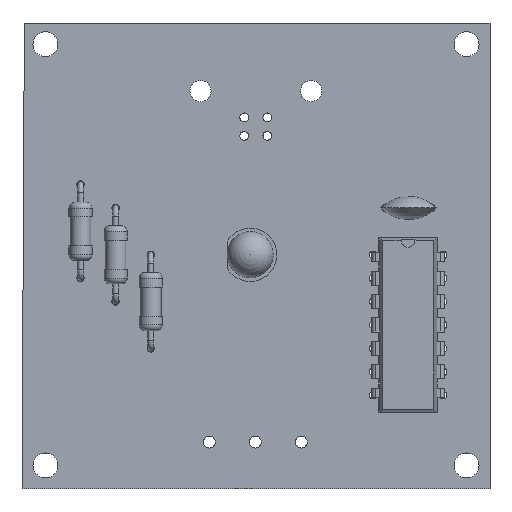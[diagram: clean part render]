
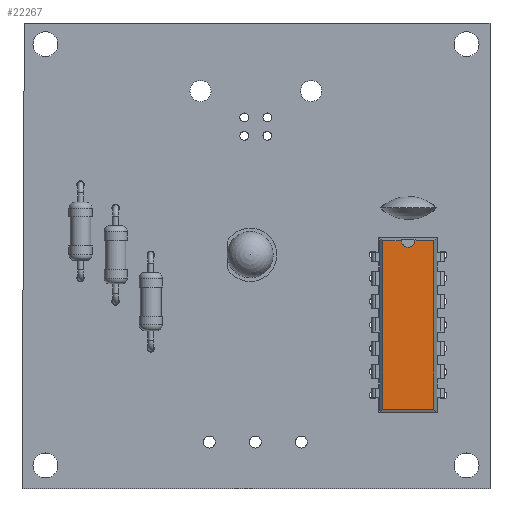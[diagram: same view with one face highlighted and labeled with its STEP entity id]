
A CAD part, top view. The second image highlights one B-rep face of the part: STEP entity #22267.
In plain terms, the highlighted planar face has unit normal (0, 0, 1).
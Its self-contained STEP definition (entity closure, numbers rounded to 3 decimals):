
#8660 = B_SPLINE_SURFACE_WITH_KNOTS('',1,1,(
    (#8661,#8662)
    ,(#8663,#8664
    )),.UNSPECIFIED.,.F.,.F.,.F.,(2,2),(2,2),(0.,18.9),(0.,1.),
  .PIECEWISE_BEZIER_KNOTS.);
#8661 = CARTESIAN_POINT('',(6.91,-17.07,2.157));
#8662 = CARTESIAN_POINT('',(6.586,-16.746,3.68));
#8663 = CARTESIAN_POINT('',(6.91,1.83,2.157));
#8664 = CARTESIAN_POINT('',(6.586,1.506,3.68));
#11700 = B_SPLINE_SURFACE_WITH_KNOTS('',1,1,(
    (#11701,#11702)
    ,(#11703,#11704
    )),.UNSPECIFIED.,.F.,.F.,.F.,(2,2),(2,2),(0.,6.2),(0.,1.),
  .PIECEWISE_BEZIER_KNOTS.);
#11701 = CARTESIAN_POINT('',(6.91,1.83,2.157));
#11702 = CARTESIAN_POINT('',(6.586,1.506,3.68));
#11703 = CARTESIAN_POINT('',(0.71,1.83,2.157));
#11704 = CARTESIAN_POINT('',(1.034,1.506,3.68));
#11781 = B_SPLINE_SURFACE_WITH_KNOTS('',1,1,(
    (#11782,#11783)
    ,(#11784,#11785
    )),.UNSPECIFIED.,.F.,.F.,.F.,(2,2),(2,2),(0.,18.9),(0.,1.),
  .PIECEWISE_BEZIER_KNOTS.);
#11782 = CARTESIAN_POINT('',(0.71,1.83,2.157));
#11783 = CARTESIAN_POINT('',(1.034,1.506,3.68));
#11784 = CARTESIAN_POINT('',(0.71,-17.07,2.157));
#11785 = CARTESIAN_POINT('',(1.034,-16.746,3.68));
#14808 = B_SPLINE_SURFACE_WITH_KNOTS('',1,1,(
    (#14809,#14810)
    ,(#14811,#14812
    )),.UNSPECIFIED.,.F.,.F.,.F.,(2,2),(2,2),(0.,6.2),(0.,1.),
  .PIECEWISE_BEZIER_KNOTS.);
#14809 = CARTESIAN_POINT('',(0.71,-17.07,2.157));
#14810 = CARTESIAN_POINT('',(1.034,-16.746,3.68));
#14811 = CARTESIAN_POINT('',(6.91,-17.07,2.157));
#14812 = CARTESIAN_POINT('',(6.586,-16.746,3.68));
#14980 = VERTEX_POINT('',#14981);
#14981 = CARTESIAN_POINT('',(6.586,1.506,3.68));
#15001 = EDGE_CURVE('',#15002,#14980,#15004,.T.);
#15002 = VERTEX_POINT('',#15003);
#15003 = CARTESIAN_POINT('',(6.586,-16.746,3.68));
#15004 = SURFACE_CURVE('',#15005,(#15009,#15015),.PCURVE_S1.);
#15005 = LINE('',#15006,#15007);
#15006 = CARTESIAN_POINT('',(6.586,-16.746,3.68));
#15007 = VECTOR('',#15008,1.);
#15008 = DIRECTION('',(0.,1.,0.));
#15009 = PCURVE('',#8660,#15010);
#15010 = DEFINITIONAL_REPRESENTATION('',(#15011),#15014);
#15011 = B_SPLINE_CURVE_WITH_KNOTS('',1,(#15012,#15013),.UNSPECIFIED.,
  .F.,.F.,(2,2),(0.,18.253),.PIECEWISE_BEZIER_KNOTS.);
#15012 = CARTESIAN_POINT('',(0.,1.));
#15013 = CARTESIAN_POINT('',(18.9,1.));
#15014 = ( GEOMETRIC_REPRESENTATION_CONTEXT(2) 
PARAMETRIC_REPRESENTATION_CONTEXT() REPRESENTATION_CONTEXT('2D SPACE',''
  ) );
#15015 = PCURVE('',#15016,#15021);
#15016 = PLANE('',#15017);
#15017 = AXIS2_PLACEMENT_3D('',#15018,#15019,#15020);
#15018 = CARTESIAN_POINT('',(6.586,-16.746,3.68));
#15019 = DIRECTION('',(-0.,0.,-1.));
#15020 = DIRECTION('',(-0.291,0.957,0.));
#15021 = DEFINITIONAL_REPRESENTATION('',(#15022),#15026);
#15022 = LINE('',#15023,#15024);
#15023 = CARTESIAN_POINT('',(0.,0.));
#15024 = VECTOR('',#15025,1.);
#15025 = DIRECTION('',(0.957,0.291));
#15026 = ( GEOMETRIC_REPRESENTATION_CONTEXT(2) 
PARAMETRIC_REPRESENTATION_CONTEXT() REPRESENTATION_CONTEXT('2D SPACE',''
  ) );
#18149 = VERTEX_POINT('',#18150);
#18150 = CARTESIAN_POINT('',(1.034,1.506,3.68));
#18170 = EDGE_CURVE('',#18171,#18149,#18173,.T.);
#18171 = VERTEX_POINT('',#18172);
#18172 = CARTESIAN_POINT('',(3.064,1.506,3.68));
#18173 = SURFACE_CURVE('',#18174,(#18178,#18184),.PCURVE_S1.);
#18174 = LINE('',#18175,#18176);
#18175 = CARTESIAN_POINT('',(6.586,1.506,3.68));
#18176 = VECTOR('',#18177,1.);
#18177 = DIRECTION('',(-1.,0.,0.));
#18178 = PCURVE('',#11700,#18179);
#18179 = DEFINITIONAL_REPRESENTATION('',(#18180),#18183);
#18180 = B_SPLINE_CURVE_WITH_KNOTS('',1,(#18181,#18182),.UNSPECIFIED.,
  .F.,.F.,(2,2),(3.523,5.553),
  .PIECEWISE_BEZIER_KNOTS.);
#18181 = CARTESIAN_POINT('',(3.933,1.));
#18182 = CARTESIAN_POINT('',(6.2,1.));
#18183 = ( GEOMETRIC_REPRESENTATION_CONTEXT(2) 
PARAMETRIC_REPRESENTATION_CONTEXT() REPRESENTATION_CONTEXT('2D SPACE',''
  ) );
#18184 = PCURVE('',#15016,#18185);
#18185 = DEFINITIONAL_REPRESENTATION('',(#18186),#18190);
#18186 = LINE('',#18187,#18188);
#18187 = CARTESIAN_POINT('',(17.462,5.312));
#18188 = VECTOR('',#18189,1.);
#18189 = DIRECTION('',(0.291,-0.957));
#18190 = ( GEOMETRIC_REPRESENTATION_CONTEXT(2) 
PARAMETRIC_REPRESENTATION_CONTEXT() REPRESENTATION_CONTEXT('2D SPACE',''
  ) );
#18372 = CYLINDRICAL_SURFACE('',#18373,0.75);
#18373 = AXIS2_PLACEMENT_3D('',#18374,#18375,#18376);
#18374 = CARTESIAN_POINT('',(3.81,1.581,3.68));
#18375 = DIRECTION('',(-0.,0.,-1.));
#18376 = DIRECTION('',(0.,-1.,-0.));
#18674 = VERTEX_POINT('',#18675);
#18675 = CARTESIAN_POINT('',(4.556,1.506,3.68));
#18926 = EDGE_CURVE('',#14980,#18674,#18927,.T.);
#18927 = SURFACE_CURVE('',#18928,(#18932,#18938),.PCURVE_S1.);
#18928 = LINE('',#18929,#18930);
#18929 = CARTESIAN_POINT('',(6.586,1.506,3.68));
#18930 = VECTOR('',#18931,1.);
#18931 = DIRECTION('',(-1.,0.,0.));
#18932 = PCURVE('',#11700,#18933);
#18933 = DEFINITIONAL_REPRESENTATION('',(#18934),#18937);
#18934 = B_SPLINE_CURVE_WITH_KNOTS('',1,(#18935,#18936),.UNSPECIFIED.,
  .F.,.F.,(2,2),(0.,2.03),.PIECEWISE_BEZIER_KNOTS.);
#18935 = CARTESIAN_POINT('',(0.,1.));
#18936 = CARTESIAN_POINT('',(2.267,1.));
#18937 = ( GEOMETRIC_REPRESENTATION_CONTEXT(2) 
PARAMETRIC_REPRESENTATION_CONTEXT() REPRESENTATION_CONTEXT('2D SPACE',''
  ) );
#18938 = PCURVE('',#15016,#18939);
#18939 = DEFINITIONAL_REPRESENTATION('',(#18940),#18944);
#18940 = LINE('',#18941,#18942);
#18941 = CARTESIAN_POINT('',(17.462,5.312));
#18942 = VECTOR('',#18943,1.);
#18943 = DIRECTION('',(0.291,-0.957));
#18944 = ( GEOMETRIC_REPRESENTATION_CONTEXT(2) 
PARAMETRIC_REPRESENTATION_CONTEXT() REPRESENTATION_CONTEXT('2D SPACE',''
  ) );
#19105 = VERTEX_POINT('',#19106);
#19106 = CARTESIAN_POINT('',(1.034,-16.746,3.68));
#19126 = EDGE_CURVE('',#18149,#19105,#19127,.T.);
#19127 = SURFACE_CURVE('',#19128,(#19132,#19138),.PCURVE_S1.);
#19128 = LINE('',#19129,#19130);
#19129 = CARTESIAN_POINT('',(1.034,1.506,3.68));
#19130 = VECTOR('',#19131,1.);
#19131 = DIRECTION('',(0.,-1.,0.));
#19132 = PCURVE('',#11781,#19133);
#19133 = DEFINITIONAL_REPRESENTATION('',(#19134),#19137);
#19134 = B_SPLINE_CURVE_WITH_KNOTS('',1,(#19135,#19136),.UNSPECIFIED.,
  .F.,.F.,(2,2),(0.,18.253),.PIECEWISE_BEZIER_KNOTS.);
#19135 = CARTESIAN_POINT('',(0.,1.));
#19136 = CARTESIAN_POINT('',(18.9,1.));
#19137 = ( GEOMETRIC_REPRESENTATION_CONTEXT(2) 
PARAMETRIC_REPRESENTATION_CONTEXT() REPRESENTATION_CONTEXT('2D SPACE',''
  ) );
#19138 = PCURVE('',#15016,#19139);
#19139 = DEFINITIONAL_REPRESENTATION('',(#19140),#19144);
#19140 = LINE('',#19141,#19142);
#19141 = CARTESIAN_POINT('',(19.078,0.));
#19142 = VECTOR('',#19143,1.);
#19143 = DIRECTION('',(-0.957,-0.291));
#19144 = ( GEOMETRIC_REPRESENTATION_CONTEXT(2) 
PARAMETRIC_REPRESENTATION_CONTEXT() REPRESENTATION_CONTEXT('2D SPACE',''
  ) );
#22247 = EDGE_CURVE('',#19105,#15002,#22248,.T.);
#22248 = SURFACE_CURVE('',#22249,(#22253,#22259),.PCURVE_S1.);
#22249 = LINE('',#22250,#22251);
#22250 = CARTESIAN_POINT('',(1.034,-16.746,3.68));
#22251 = VECTOR('',#22252,1.);
#22252 = DIRECTION('',(1.,0.,0.));
#22253 = PCURVE('',#14808,#22254);
#22254 = DEFINITIONAL_REPRESENTATION('',(#22255),#22258);
#22255 = B_SPLINE_CURVE_WITH_KNOTS('',1,(#22256,#22257),.UNSPECIFIED.,
  .F.,.F.,(2,2),(0.,5.553),.PIECEWISE_BEZIER_KNOTS.);
#22256 = CARTESIAN_POINT('',(0.,1.));
#22257 = CARTESIAN_POINT('',(6.2,1.));
#22258 = ( GEOMETRIC_REPRESENTATION_CONTEXT(2) 
PARAMETRIC_REPRESENTATION_CONTEXT() REPRESENTATION_CONTEXT('2D SPACE',''
  ) );
#22259 = PCURVE('',#15016,#22260);
#22260 = DEFINITIONAL_REPRESENTATION('',(#22261),#22265);
#22261 = LINE('',#22262,#22263);
#22262 = CARTESIAN_POINT('',(1.616,-5.312));
#22263 = VECTOR('',#22264,1.);
#22264 = DIRECTION('',(-0.291,0.957));
#22265 = ( GEOMETRIC_REPRESENTATION_CONTEXT(2) 
PARAMETRIC_REPRESENTATION_CONTEXT() REPRESENTATION_CONTEXT('2D SPACE',''
  ) );
#22267 = ADVANCED_FACE('',(#22268),#15016,.F.);
#22268 = FACE_BOUND('',#22269,.F.);
#22269 = EDGE_LOOP('',(#22270,#22271,#22272,#22273,#22274,#22298,#22320)
  );
#22270 = ORIENTED_EDGE('',*,*,#15001,.F.);
#22271 = ORIENTED_EDGE('',*,*,#22247,.F.);
#22272 = ORIENTED_EDGE('',*,*,#19126,.F.);
#22273 = ORIENTED_EDGE('',*,*,#18170,.F.);
#22274 = ORIENTED_EDGE('',*,*,#22275,.F.);
#22275 = EDGE_CURVE('',#22276,#18171,#22278,.T.);
#22276 = VERTEX_POINT('',#22277);
#22277 = CARTESIAN_POINT('',(3.81,0.831,3.68));
#22278 = SURFACE_CURVE('',#22279,(#22284,#22291),.PCURVE_S1.);
#22279 = CIRCLE('',#22280,0.75);
#22280 = AXIS2_PLACEMENT_3D('',#22281,#22282,#22283);
#22281 = CARTESIAN_POINT('',(3.81,1.581,3.68));
#22282 = DIRECTION('',(0.,-0.,-1.));
#22283 = DIRECTION('',(0.,-1.,0.));
#22284 = PCURVE('',#15016,#22285);
#22285 = DEFINITIONAL_REPRESENTATION('',(#22286),#22290);
#22286 = CIRCLE('',#22287,0.75);
#22287 = AXIS2_PLACEMENT_2D('',#22288,#22289);
#22288 = CARTESIAN_POINT('',(18.342,2.678));
#22289 = DIRECTION('',(-0.957,-0.291));
#22290 = ( GEOMETRIC_REPRESENTATION_CONTEXT(2) 
PARAMETRIC_REPRESENTATION_CONTEXT() REPRESENTATION_CONTEXT('2D SPACE',''
  ) );
#22291 = PCURVE('',#18372,#22292);
#22292 = DEFINITIONAL_REPRESENTATION('',(#22293),#22297);
#22293 = LINE('',#22294,#22295);
#22294 = CARTESIAN_POINT('',(0.,0.));
#22295 = VECTOR('',#22296,1.);
#22296 = DIRECTION('',(1.,0.));
#22297 = ( GEOMETRIC_REPRESENTATION_CONTEXT(2) 
PARAMETRIC_REPRESENTATION_CONTEXT() REPRESENTATION_CONTEXT('2D SPACE',''
  ) );
#22298 = ORIENTED_EDGE('',*,*,#22299,.F.);
#22299 = EDGE_CURVE('',#18674,#22276,#22300,.T.);
#22300 = SURFACE_CURVE('',#22301,(#22306,#22313),.PCURVE_S1.);
#22301 = CIRCLE('',#22302,0.75);
#22302 = AXIS2_PLACEMENT_3D('',#22303,#22304,#22305);
#22303 = CARTESIAN_POINT('',(3.81,1.581,3.68));
#22304 = DIRECTION('',(0.,-0.,-1.));
#22305 = DIRECTION('',(0.,-1.,0.));
#22306 = PCURVE('',#15016,#22307);
#22307 = DEFINITIONAL_REPRESENTATION('',(#22308),#22312);
#22308 = CIRCLE('',#22309,0.75);
#22309 = AXIS2_PLACEMENT_2D('',#22310,#22311);
#22310 = CARTESIAN_POINT('',(18.342,2.678));
#22311 = DIRECTION('',(-0.957,-0.291));
#22312 = ( GEOMETRIC_REPRESENTATION_CONTEXT(2) 
PARAMETRIC_REPRESENTATION_CONTEXT() REPRESENTATION_CONTEXT('2D SPACE',''
  ) );
#22313 = PCURVE('',#18372,#22314);
#22314 = DEFINITIONAL_REPRESENTATION('',(#22315),#22319);
#22315 = LINE('',#22316,#22317);
#22316 = CARTESIAN_POINT('',(-6.283,0.));
#22317 = VECTOR('',#22318,1.);
#22318 = DIRECTION('',(1.,0.));
#22319 = ( GEOMETRIC_REPRESENTATION_CONTEXT(2) 
PARAMETRIC_REPRESENTATION_CONTEXT() REPRESENTATION_CONTEXT('2D SPACE',''
  ) );
#22320 = ORIENTED_EDGE('',*,*,#18926,.F.);
